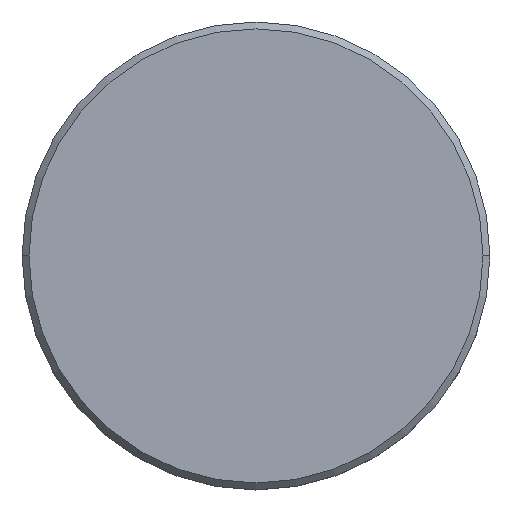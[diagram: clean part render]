
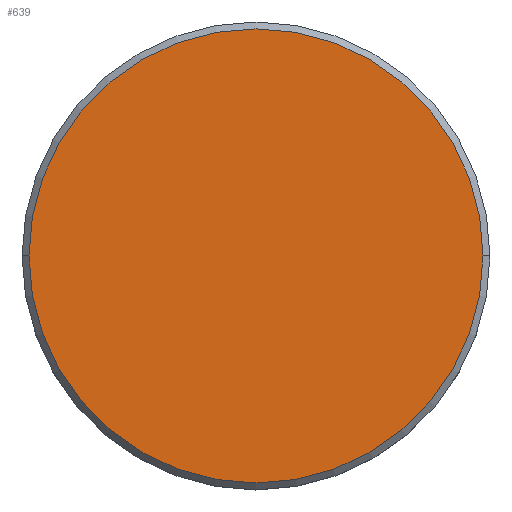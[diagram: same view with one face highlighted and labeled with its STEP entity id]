
A CAD part, top view. The second image highlights one B-rep face of the part: STEP entity #639.
In plain terms, the highlighted planar face has unit normal (0, 0, 1).
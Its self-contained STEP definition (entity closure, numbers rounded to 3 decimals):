
#14 = EDGE_CURVE ( 'NONE', #602, #1142, #449, .T. ) ;
#35 = DIRECTION ( 'NONE',  ( 1., 0., 0. ) ) ;
#41 = AXIS2_PLACEMENT_3D ( 'NONE', #498, #123, #35 ) ;
#53 = DIRECTION ( 'NONE',  ( 0., 0., 1. ) ) ;
#74 = CARTESIAN_POINT ( 'NONE',  ( 16.5, 0., 0. ) ) ;
#123 = DIRECTION ( 'NONE',  ( 0., 0., 1. ) ) ;
#129 = CARTESIAN_POINT ( 'NONE',  ( 0., 0., 0. ) ) ;
#181 = EDGE_LOOP ( 'NONE', ( #711, #642 ) ) ;
#277 = PLANE ( 'NONE',  #473 ) ;
#449 = CIRCLE ( 'NONE', #470, 16.5 ) ;
#462 = FACE_OUTER_BOUND ( 'NONE', #181, .T. ) ;
#470 = AXIS2_PLACEMENT_3D ( 'NONE', #129, #53, #690 ) ;
#473 = AXIS2_PLACEMENT_3D ( 'NONE', #733, #815, #917 ) ;
#498 = CARTESIAN_POINT ( 'NONE',  ( 0., 0., 0. ) ) ;
#539 = CARTESIAN_POINT ( 'NONE',  ( -16.5, 0., 0. ) ) ;
#602 = VERTEX_POINT ( 'NONE', #74 ) ;
#639 = ADVANCED_FACE ( 'NONE', ( #462 ), #277, .T. ) ;
#642 = ORIENTED_EDGE ( 'NONE', *, *, #14, .T. ) ;
#690 = DIRECTION ( 'NONE',  ( 1., 0., 0. ) ) ;
#711 = ORIENTED_EDGE ( 'NONE', *, *, #810, .T. ) ;
#733 = CARTESIAN_POINT ( 'NONE',  ( 0., 0., 0. ) ) ;
#810 = EDGE_CURVE ( 'NONE', #1142, #602, #1070, .T. ) ;
#815 = DIRECTION ( 'NONE',  ( 0., 0., 1. ) ) ;
#917 = DIRECTION ( 'NONE',  ( 1., 0., 0. ) ) ;
#1070 = CIRCLE ( 'NONE', #41, 16.5 ) ;
#1142 = VERTEX_POINT ( 'NONE', #539 ) ;
